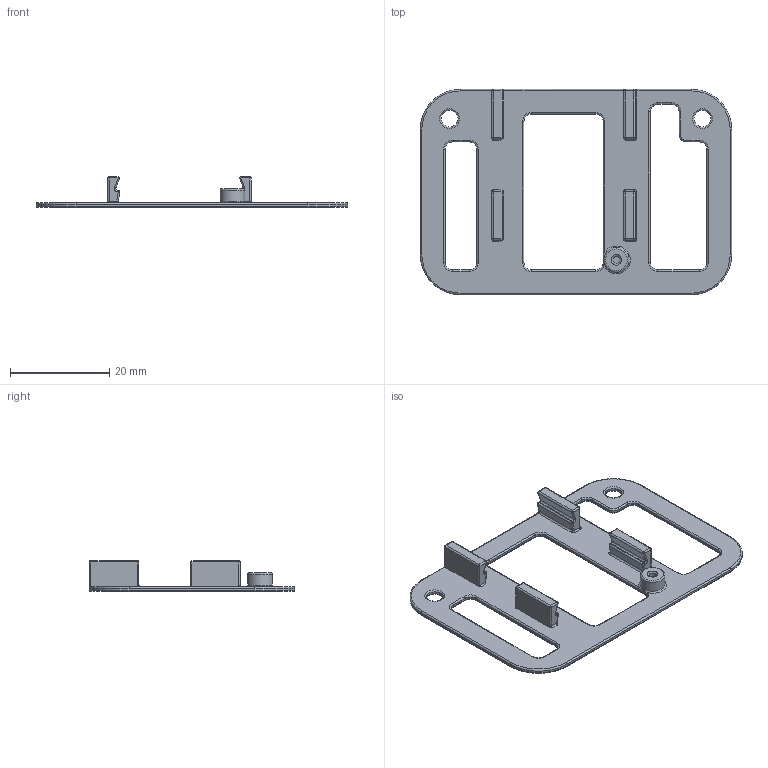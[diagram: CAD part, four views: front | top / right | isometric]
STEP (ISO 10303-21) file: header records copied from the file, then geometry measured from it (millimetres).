
FILE_DESCRIPTION(/* description */ (''),/* implementation_level */ '2;1');
FILE_NAME(/* name */ 'Bespoke-Sensor.step',/* time_stamp */ '2023-07-23T16:38:55+08:00',/* author */ (''),/* organization */ (''),/* preprocessor_version */ 'ST-DEVELOPER v19.2',/* originating_system */ 'Autodesk Translation Framework v12.6.0.85',/* authorisation */ '');
FILE_SCHEMA (('AUTOMOTIVE_DESIGN { 1 0 10303 214 3 1 1 }','AP242_MANAGED_MODEL_BASED_3D_ENGINEERING_MIM_LF { 1 0 10303 442 3 1 4 }'));
Length unit declared in the file: millimetre
Products named in the file (1): Bespoke-Sensor
Bounding box: 62.79 x 41.4 x 6.25 mm (x, y, z)
Volume: 2002.6 mm3; surface area: 3963.4 mm2
Topology: 1 solids, 1 shells, 265 faces, 589 edges, 329 vertices
Faces by surface type: cylinder 126, torus 59, plane 48, sphere 24, bspline 8
Full cylindrical faces by diameter (mm): 1.5 x1, 3.4 x2, 5 x1
Entity records: 7515 total; most frequent: CARTESIAN_POINT 1441, DIRECTION 1422, ORIENTED_EDGE 1178, EDGE_CURVE 589, AXIS2_PLACEMENT_3D 585, VERTEX_POINT 329, CIRCLE 313, EDGE_LOOP 278
